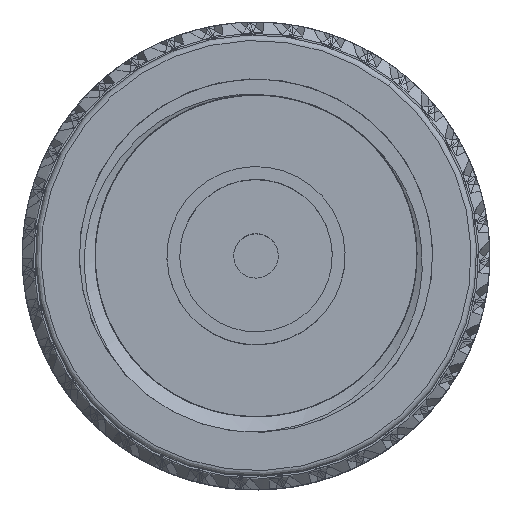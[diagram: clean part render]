
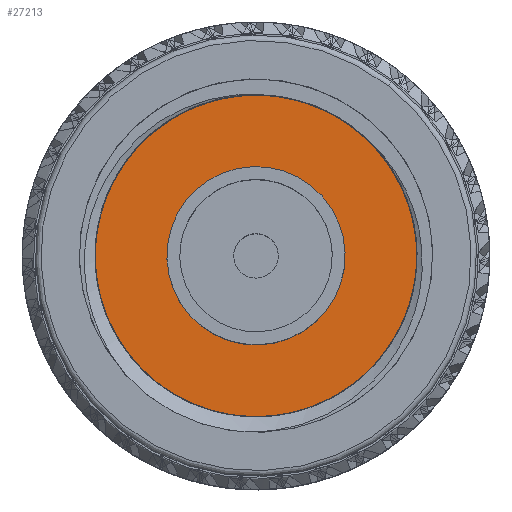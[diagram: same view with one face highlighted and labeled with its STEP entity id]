
A CAD part, top view. The second image highlights one B-rep face of the part: STEP entity #27213.
In plain terms, the highlighted face is planar.
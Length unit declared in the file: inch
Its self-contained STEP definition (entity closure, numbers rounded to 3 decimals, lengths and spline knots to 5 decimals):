
#113 = EDGE_CURVE ( 'NONE', #4165, #53547, #44854, .T. ) ;
#1586 = CARTESIAN_POINT ( 'NONE',  ( 0.37402, 0., 0. ) ) ;
#4165 = VERTEX_POINT ( 'NONE', #8079 ) ;
#7753 = EDGE_CURVE ( 'NONE', #33805, #25973, #27243, .T. ) ;
#7815 = CARTESIAN_POINT ( 'NONE',  ( 0.37402, 0., 0.3125 ) ) ;
#8079 = CARTESIAN_POINT ( 'NONE',  ( 0.37402, 0., -0.15748 ) ) ;
#9410 = EDGE_CURVE ( 'NONE', #25973, #33805, #34393, .T. ) ;
#10147 = CARTESIAN_POINT ( 'NONE',  ( 0.37402, 0., 0. ) ) ;
#10507 = EDGE_CURVE ( 'NONE', #53547, #4165, #40604, .T. ) ;
#11110 = FACE_OUTER_BOUND ( 'NONE', #14136, .T. ) ;
#11795 = CARTESIAN_POINT ( 'NONE',  ( 0.37402, 0., 0. ) ) ;
#12487 = DIRECTION ( 'NONE',  ( 0., 0., 1. ) ) ;
#13153 = AXIS2_PLACEMENT_3D ( 'NONE', #32326, #35953, #32051 ) ;
#14136 = EDGE_LOOP ( 'NONE', ( #16635, #28691 ) ) ;
#15822 = PLANE ( 'NONE',  #42035 ) ;
#15917 = DIRECTION ( 'NONE',  ( -1., 0., 0. ) ) ;
#16635 = ORIENTED_EDGE ( 'NONE', *, *, #9410, .T. ) ;
#21006 = AXIS2_PLACEMENT_3D ( 'NONE', #1586, #50019, #45904 ) ;
#25973 = VERTEX_POINT ( 'NONE', #7815 ) ;
#27213 = ADVANCED_FACE ( 'NONE', ( #11110, #53765 ), #15822, .T. ) ;
#27243 = CIRCLE ( 'NONE', #31672, 0.3125 ) ;
#28408 = DIRECTION ( 'NONE',  ( -1., 0., 0. ) ) ;
#28691 = ORIENTED_EDGE ( 'NONE', *, *, #7753, .T. ) ;
#28927 = DIRECTION ( 'NONE',  ( 0., 0., 1. ) ) ;
#31633 = CARTESIAN_POINT ( 'NONE',  ( 0.37402, 0., -0.3125 ) ) ;
#31672 = AXIS2_PLACEMENT_3D ( 'NONE', #40856, #15917, #28927 ) ;
#32051 = DIRECTION ( 'NONE',  ( 0., 0., 1. ) ) ;
#32326 = CARTESIAN_POINT ( 'NONE',  ( 0.37402, 0., 0. ) ) ;
#33403 = DIRECTION ( 'NONE',  ( 0., 0., 1. ) ) ;
#33805 = VERTEX_POINT ( 'NONE', #31633 ) ;
#34393 = CIRCLE ( 'NONE', #13153, 0.3125 ) ;
#34405 = ORIENTED_EDGE ( 'NONE', *, *, #113, .F. ) ;
#35953 = DIRECTION ( 'NONE',  ( -1., 0., 0. ) ) ;
#40604 = CIRCLE ( 'NONE', #45941, 0.15748 ) ;
#40856 = CARTESIAN_POINT ( 'NONE',  ( 0.37402, 0., 0. ) ) ;
#41169 = EDGE_LOOP ( 'NONE', ( #34405, #45789 ) ) ;
#42035 = AXIS2_PLACEMENT_3D ( 'NONE', #10147, #46531, #12487 ) ;
#44854 = CIRCLE ( 'NONE', #21006, 0.15748 ) ;
#45789 = ORIENTED_EDGE ( 'NONE', *, *, #10507, .F. ) ;
#45904 = DIRECTION ( 'NONE',  ( 0., 0., 1. ) ) ;
#45941 = AXIS2_PLACEMENT_3D ( 'NONE', #11795, #28408, #33403 ) ;
#46531 = DIRECTION ( 'NONE',  ( -1., 0., 0. ) ) ;
#50019 = DIRECTION ( 'NONE',  ( -1., 0., 0. ) ) ;
#51137 = CARTESIAN_POINT ( 'NONE',  ( 0.37402, 0., 0.15748 ) ) ;
#53547 = VERTEX_POINT ( 'NONE', #51137 ) ;
#53765 = FACE_BOUND ( 'NONE', #41169, .T. ) ;
